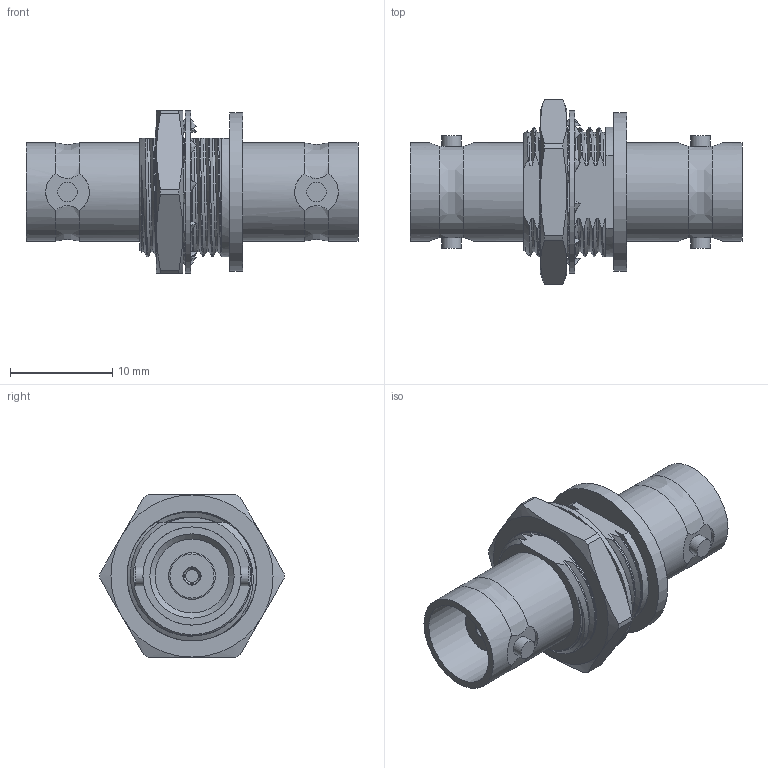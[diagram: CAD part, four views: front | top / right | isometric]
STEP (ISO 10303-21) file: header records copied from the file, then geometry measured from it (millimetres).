
FILE_DESCRIPTION (( 'STEP AP203' ), '1' );
FILE_NAME ('SM3420.step', '2020-03-03T17:46:25', ( '' ), ( '' ), 'SwSTEP 2.0', 'SolidWorks 2018', '' );
FILE_SCHEMA (( 'CONFIG_CONTROL_DESIGN' ));
Length unit declared in the file: inch
Products named in the file (1): SM3420
Bounding box: 32.5 x 18.03 x 15.88 mm (x, y, z)
Volume: 2297.6 mm3; surface area: 3022.7 mm2
Topology: 3 solids, 3 shells, 231 faces, 658 edges, 446 vertices
Faces by surface type: bspline 78, plane 74, cylinder 52, cone 25, torus 2
Full cylindrical faces by diameter (mm): 1.27 x2, 1.778 x2, 1.905 x4, 4.572 x2, 8.255 x2, 9.601 x4, 15.5 x1, 15.875 x1
Entity records: 19784 total; most frequent: CARTESIAN_POINT 14502, ORIENTED_EDGE 1252, DIRECTION 833, EDGE_CURVE 626, VERTEX_POINT 436, AXIS2_PLACEMENT_3D 312, EDGE_LOOP 270, FACE_OUTER_BOUND 251
